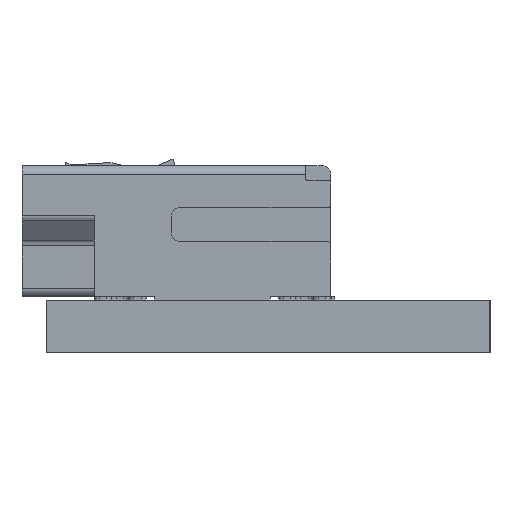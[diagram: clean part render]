
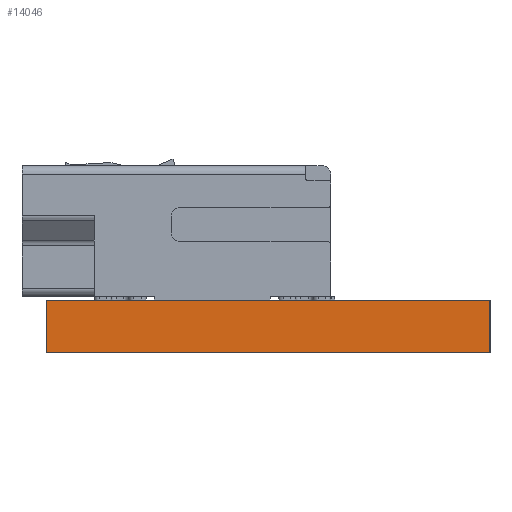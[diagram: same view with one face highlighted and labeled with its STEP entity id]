
A CAD part, left-side view. The second image highlights one B-rep face of the part: STEP entity #14046.
In plain terms, the highlighted planar face has unit normal (-1, 0, 0).
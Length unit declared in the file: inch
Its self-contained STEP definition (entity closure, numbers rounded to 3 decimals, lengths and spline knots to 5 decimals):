
#1543 = VECTOR ( 'NONE', #28303, 39.37008 ) ;
#1632 = DIRECTION ( 'NONE',  ( 0., 0., -1. ) ) ;
#1718 = ORIENTED_EDGE ( 'NONE', *, *, #42011, .T. ) ;
#3551 = VERTEX_POINT ( 'NONE', #23621 ) ;
#4793 = VECTOR ( 'NONE', #34550, 39.37008 ) ;
#4982 = CARTESIAN_POINT ( 'NONE',  ( 0.64, 0.28, 0.062 ) ) ;
#7147 = CARTESIAN_POINT ( 'NONE',  ( 0.64, 0.8, 0.062 ) ) ;
#8355 = ORIENTED_EDGE ( 'NONE', *, *, #39167, .F. ) ;
#8842 = DIRECTION ( 'NONE',  ( 0., 0., -1. ) ) ;
#14046 = ADVANCED_FACE ( 'NONE', ( #22648 ), #32502, .F. ) ;
#14985 = CARTESIAN_POINT ( 'NONE',  ( 0.64, 0.8, 0.062 ) ) ;
#15548 = CARTESIAN_POINT ( 'NONE',  ( 0.64, 0.28, 0.062 ) ) ;
#16646 = ORIENTED_EDGE ( 'NONE', *, *, #29676, .T. ) ;
#17189 = EDGE_CURVE ( 'NONE', #20696, #3551, #35455, .T. ) ;
#17207 = CARTESIAN_POINT ( 'NONE',  ( 0.64, 0.8, 0.062 ) ) ;
#19445 = CARTESIAN_POINT ( 'NONE',  ( 0.64, 0.8, 0. ) ) ;
#20696 = VERTEX_POINT ( 'NONE', #15548 ) ;
#20807 = AXIS2_PLACEMENT_3D ( 'NONE', #43123, #43337, #8842 ) ;
#22648 = FACE_OUTER_BOUND ( 'NONE', #32883, .T. ) ;
#23437 = VERTEX_POINT ( 'NONE', #19445 ) ;
#23621 = CARTESIAN_POINT ( 'NONE',  ( 0.64, 0.28, 0. ) ) ;
#24969 = LINE ( 'NONE', #14985, #1543 ) ;
#25804 = LINE ( 'NONE', #42089, #34164 ) ;
#27599 = LINE ( 'NONE', #17207, #4793 ) ;
#28303 = DIRECTION ( 'NONE',  ( 0., 0., -1. ) ) ;
#29676 = EDGE_CURVE ( 'NONE', #23437, #3551, #25804, .T. ) ;
#32161 = ORIENTED_EDGE ( 'NONE', *, *, #17189, .F. ) ;
#32502 = PLANE ( 'NONE',  #20807 ) ;
#32883 = EDGE_LOOP ( 'NONE', ( #16646, #32161, #8355, #1718 ) ) ;
#34164 = VECTOR ( 'NONE', #42734, 39.37008 ) ;
#34550 = DIRECTION ( 'NONE',  ( 0., -1., 0. ) ) ;
#35455 = LINE ( 'NONE', #4982, #37900 ) ;
#37900 = VECTOR ( 'NONE', #1632, 39.37008 ) ;
#39136 = VERTEX_POINT ( 'NONE', #7147 ) ;
#39167 = EDGE_CURVE ( 'NONE', #39136, #20696, #27599, .T. ) ;
#42011 = EDGE_CURVE ( 'NONE', #39136, #23437, #24969, .T. ) ;
#42089 = CARTESIAN_POINT ( 'NONE',  ( 0.64, 0.8, 0. ) ) ;
#42734 = DIRECTION ( 'NONE',  ( 0., -1., 0. ) ) ;
#43123 = CARTESIAN_POINT ( 'NONE',  ( 0.64, 0.8, 0.062 ) ) ;
#43337 = DIRECTION ( 'NONE',  ( 1., 0., 0. ) ) ;
